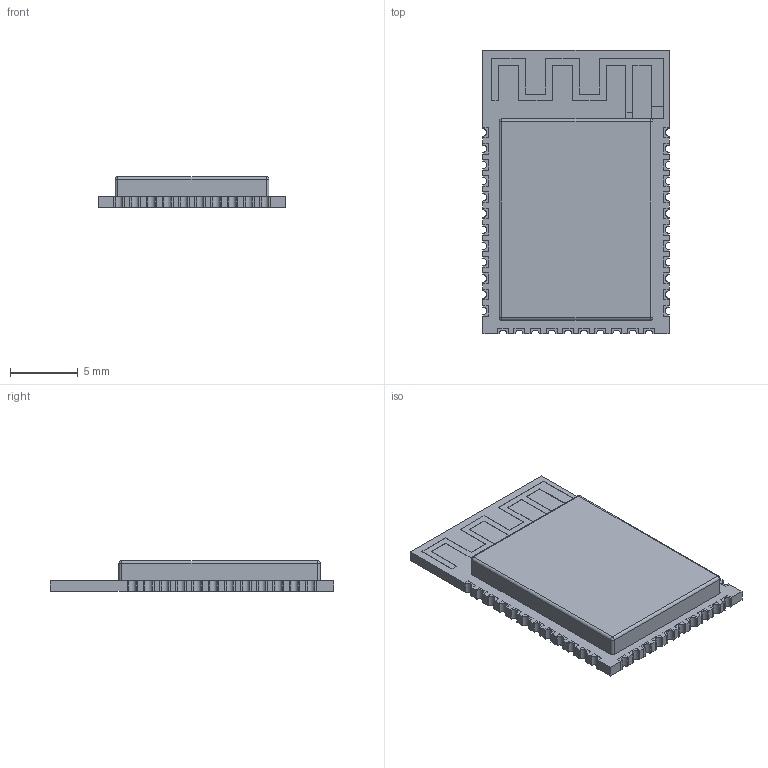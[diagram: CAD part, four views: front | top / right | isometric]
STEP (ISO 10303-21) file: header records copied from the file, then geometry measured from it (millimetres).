
FILE_DESCRIPTION(/* description */ (''),/* implementation_level */ '2;1');
FILE_NAME(/* name */ 'moko_mk08a_nRF52840.step',/* time_stamp */ '2022-06-05T15:06:19+02:00',/* author */ (''),/* organization */ (''),/* preprocessor_version */ 'ST-DEVELOPER v19',/* originating_system */ 'Autodesk Translation Framework v11.7.0.108',/* authorisation */ '');
FILE_SCHEMA (('AUTOMOTIVE_DESIGN { 1 0 10303 214 3 1 1 }'));
Length unit declared in the file: millimetre
Products named in the file (1): moko_mk08a
Bounding box: 13.8 x 20.99 x 2.29 mm (x, y, z)
Volume: 477.6 mm3; surface area: 1051.5 mm2
Topology: 2 solids, 2 shells, 515 faces, 1440 edges, 956 vertices
Faces by surface type: plane 465, cylinder 46, sphere 4
Full cylindrical faces by diameter (mm): 1 x4
Entity records: 16786 total; most frequent: CARTESIAN_POINT 2912, ORIENTED_EDGE 2880, DIRECTION 2564, EDGE_CURVE 1440, LINE 1348, VECTOR 1348, VERTEX_POINT 956, AXIS2_PLACEMENT_3D 608
